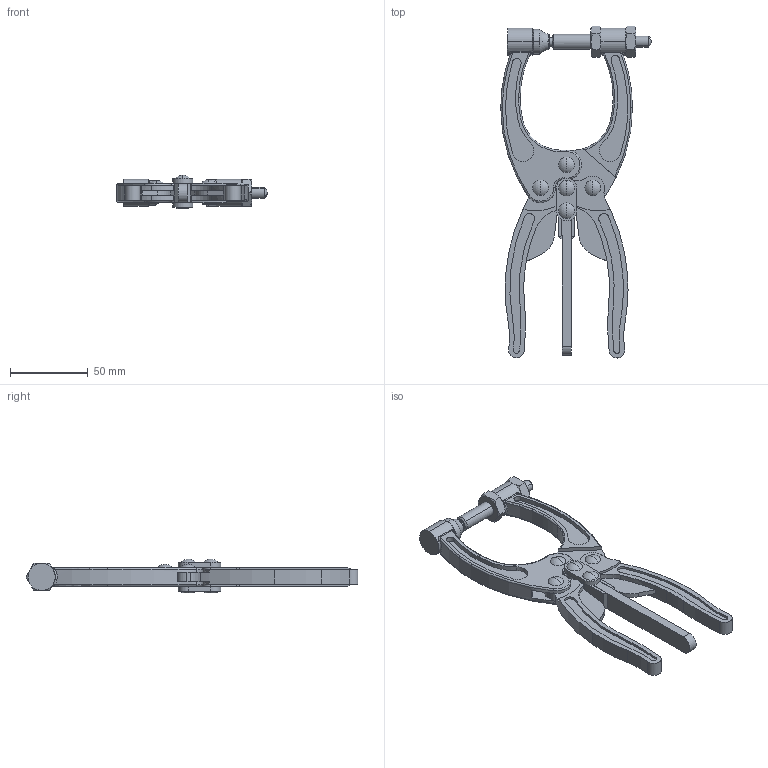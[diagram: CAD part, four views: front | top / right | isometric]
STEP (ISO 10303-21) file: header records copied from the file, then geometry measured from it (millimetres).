
FILE_DESCRIPTION (( 'STEP AP214' ), '1' );
FILE_NAME ('493801(GH-50380).STEP', '2019-01-16T03:28:44', ( 'LinWei' ), ( '' ), 'SwSTEP 2.0', 'SolidWorks 2016', '' );
FILE_SCHEMA (( 'AUTOMOTIVE_DESIGN' ));
Length unit declared in the file: millimetre
Products named in the file (6): 35038002-1^493801(GH-50380); Group5^493801(GH-50380); Group3^493801(GH-50380); Group2^493801(GH-50380); Group1^493801(GH-50380); 493801(GH-50380)
Assembly tree (5 placements, depth 2):
  493801(GH-50380)
    Group1^493801(GH-50380)
    Group2^493801(GH-50380)
    Group3^493801(GH-50380)
    Group5^493801(GH-50380)
    35038002-1^493801(GH-50380)
Bounding box: 96.96 x 213.9 x 21.73 mm (x, y, z)
Volume: 81911.8 mm3; surface area: 43585.8 mm2
Topology: 6 solids, 6 shells, 387 faces, 958 edges, 610 vertices
Faces by surface type: cylinder 188, plane 103, torus 42, cone 30, sphere 12, bspline 12
Entity records: 13911 total; most frequent: CARTESIAN_POINT 3109, DIRECTION 2202, ORIENTED_EDGE 1916, EDGE_CURVE 958, AXIS2_PLACEMENT_3D 937, VERTEX_POINT 610, CIRCLE 554, EDGE_LOOP 436
